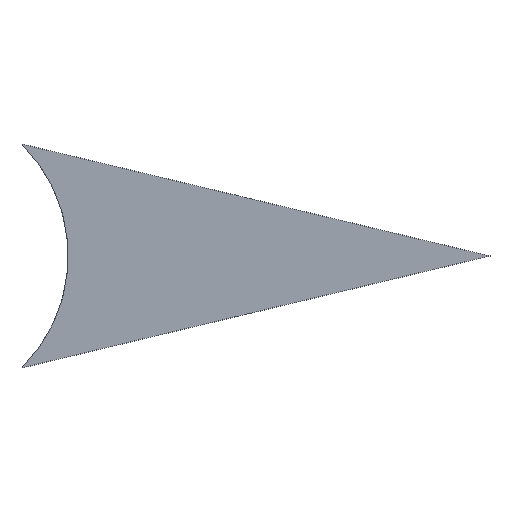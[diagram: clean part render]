
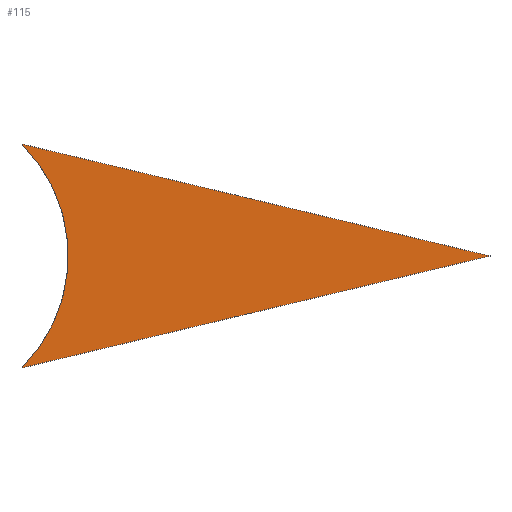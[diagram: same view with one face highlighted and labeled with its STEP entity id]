
A CAD part, top view. The second image highlights one B-rep face of the part: STEP entity #115.
In plain terms, the highlighted planar face has unit normal (0, 0, 1).
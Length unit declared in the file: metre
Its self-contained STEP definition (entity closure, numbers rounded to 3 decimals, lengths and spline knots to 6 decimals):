
#13=CIRCLE('',#155,0.114062);
#34=ORIENTED_EDGE('',*,*,#53,.F.);
#35=ORIENTED_EDGE('',*,*,#59,.T.);
#36=ORIENTED_EDGE('',*,*,#56,.F.);
#53=EDGE_CURVE('',#66,#67,#76,.T.);
#56=EDGE_CURVE('',#67,#68,#13,.T.);
#59=EDGE_CURVE('',#66,#68,#79,.T.);
#66=VERTEX_POINT('',#208);
#67=VERTEX_POINT('',#210);
#68=VERTEX_POINT('',#215);
#76=LINE('',#209,#87);
#79=LINE('',#220,#90);
#87=VECTOR('',#173,1.);
#90=VECTOR('',#186,1.);
#95=EDGE_LOOP('',(#34,#35,#36));
#102=FACE_BOUND('',#95,.T.);
#108=PLANE('',#157);
#115=ADVANCED_FACE('',(#102),#108,.T.);
#155=AXIS2_PLACEMENT_3D('',#214,#179,#180);
#157=AXIS2_PLACEMENT_3D('',#219,#184,#185);
#173=DIRECTION('',(-0.973,-0.233,0.));
#179=DIRECTION('',(0.,0.,1.));
#180=DIRECTION('',(1.,0.,0.));
#184=DIRECTION('',(0.,0.,1.));
#185=DIRECTION('',(1.,0.,0.));
#186=DIRECTION('',(-0.973,0.233,0.));
#208=CARTESIAN_POINT('',(1.511253,-0.432296,0.04));
#209=CARTESIAN_POINT('',(1.342626,-0.472623,0.04));
#210=CARTESIAN_POINT('',(1.174,-0.51295,0.04));
#214=CARTESIAN_POINT('',(1.093346,-0.432296,0.04));
#215=CARTESIAN_POINT('',(1.174,-0.351642,0.04));
#219=CARTESIAN_POINT('',(1.302299,-0.641249,0.04));
#220=CARTESIAN_POINT('',(1.342626,-0.391969,0.04));
